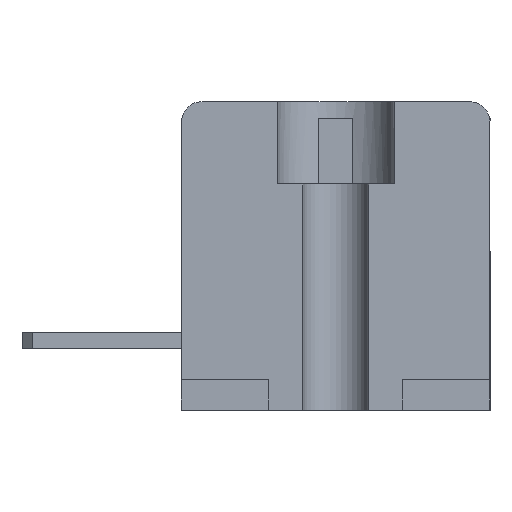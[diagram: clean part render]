
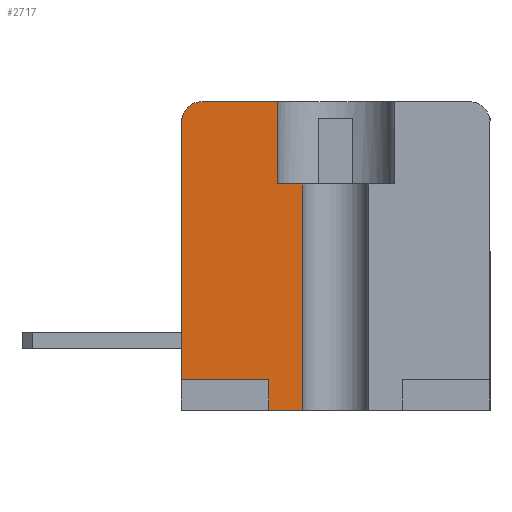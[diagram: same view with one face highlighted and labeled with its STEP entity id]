
A CAD part, left-side view. The second image highlights one B-rep face of the part: STEP entity #2717.
In plain terms, the highlighted planar face has unit normal (-1, 0, 0).
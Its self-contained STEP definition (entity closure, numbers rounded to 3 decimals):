
#2666=AXIS2_PLACEMENT_3D('Plane Axis2P3D',#2663,#2664,#2665) ;
#2703=AXIS2_PLACEMENT_3D('Circle Axis2P3D',#2701,#2702,$) ;
#893=CARTESIAN_POINT('Vertex',(1.5,9.1,0.)) ;
#896=CARTESIAN_POINT('Line Origine',(1.5,9.925,0.)) ;
#900=CARTESIAN_POINT('Vertex',(1.5,10.75,0.)) ;
#1301=CARTESIAN_POINT('Vertex',(1.5,14.,15.)) ;
#1304=CARTESIAN_POINT('Line Origine',(1.5,12.175,15.)) ;
#1308=CARTESIAN_POINT('Vertex',(1.5,10.35,15.)) ;
#2644=CARTESIAN_POINT('Line Origine',(1.5,10.75,0.75)) ;
#2648=CARTESIAN_POINT('Vertex',(1.5,10.75,1.5)) ;
#2663=CARTESIAN_POINT('Axis2P3D Location',(1.5,15.,15.)) ;
#2668=CARTESIAN_POINT('Line Origine',(1.5,15.,7.75)) ;
#2672=CARTESIAN_POINT('Vertex',(1.5,15.,14.)) ;
#2674=CARTESIAN_POINT('Vertex',(1.5,15.,1.5)) ;
#2677=CARTESIAN_POINT('Line Origine',(1.5,12.875,1.5)) ;
#2682=CARTESIAN_POINT('Line Origine',(1.5,9.1,5.5)) ;
#2686=CARTESIAN_POINT('Vertex',(1.5,9.1,11.)) ;
#2689=CARTESIAN_POINT('Line Origine',(1.5,9.725,11.)) ;
#2693=CARTESIAN_POINT('Vertex',(1.5,10.35,11.)) ;
#2696=CARTESIAN_POINT('Line Origine',(1.5,10.35,13.)) ;
#2701=CARTESIAN_POINT('Axis2P3D Location',(1.5,14.,14.)) ;
#897=DIRECTION('Vector Direction',(0.,1.,0.)) ;
#1305=DIRECTION('Vector Direction',(0.,-1.,0.)) ;
#2645=DIRECTION('Vector Direction',(0.,0.,1.)) ;
#2664=DIRECTION('Axis2P3D Direction',(-1.,-0.,0.)) ;
#2665=DIRECTION('Axis2P3D XDirection',(0.,0.,-1.)) ;
#2669=DIRECTION('Vector Direction',(0.,0.,-1.)) ;
#2678=DIRECTION('Vector Direction',(0.,1.,0.)) ;
#2683=DIRECTION('Vector Direction',(0.,0.,1.)) ;
#2690=DIRECTION('Vector Direction',(0.,1.,0.)) ;
#2697=DIRECTION('Vector Direction',(0.,0.,-1.)) ;
#2702=DIRECTION('Axis2P3D Direction',(-1.,-0.,0.)) ;
#898=VECTOR('Line Direction',#897,1.) ;
#1306=VECTOR('Line Direction',#1305,1.) ;
#2646=VECTOR('Line Direction',#2645,1.) ;
#2670=VECTOR('Line Direction',#2669,1.) ;
#2679=VECTOR('Line Direction',#2678,1.) ;
#2684=VECTOR('Line Direction',#2683,1.) ;
#2691=VECTOR('Line Direction',#2690,1.) ;
#2698=VECTOR('Line Direction',#2697,1.) ;
#2707=ORIENTED_EDGE('',*,*,#2676,.T.) ;
#2708=ORIENTED_EDGE('',*,*,#2681,.T.) ;
#2709=ORIENTED_EDGE('',*,*,#2650,.F.) ;
#2710=ORIENTED_EDGE('',*,*,#902,.F.) ;
#2711=ORIENTED_EDGE('',*,*,#2688,.T.) ;
#2712=ORIENTED_EDGE('',*,*,#2695,.F.) ;
#2713=ORIENTED_EDGE('',*,*,#2700,.F.) ;
#2714=ORIENTED_EDGE('',*,*,#1310,.F.) ;
#2715=ORIENTED_EDGE('',*,*,#2705,.F.) ;
#2717=ADVANCED_FACE('MK_2-12_SL-WA.1\\Koerper.2',(#2716),#2667,.T.) ;
#2704=CIRCLE('generated circle',#2703,1.) ;
#902=EDGE_CURVE('',#894,#901,#899,.T.) ;
#1310=EDGE_CURVE('',#1302,#1309,#1307,.T.) ;
#2650=EDGE_CURVE('',#901,#2649,#2647,.T.) ;
#2676=EDGE_CURVE('',#2673,#2675,#2671,.T.) ;
#2681=EDGE_CURVE('',#2675,#2649,#2680,.F.) ;
#2688=EDGE_CURVE('',#894,#2687,#2685,.T.) ;
#2695=EDGE_CURVE('',#2694,#2687,#2692,.F.) ;
#2700=EDGE_CURVE('',#1309,#2694,#2699,.T.) ;
#2705=EDGE_CURVE('',#2673,#1302,#2704,.F.) ;
#2706=EDGE_LOOP('',(#2707,#2708,#2709,#2710,#2711,#2712,#2713,#2714,#2715)) ;
#2716=FACE_OUTER_BOUND('',#2706,.T.) ;
#899=LINE('Line',#896,#898) ;
#1307=LINE('Line',#1304,#1306) ;
#2647=LINE('Line',#2644,#2646) ;
#2671=LINE('Line',#2668,#2670) ;
#2680=LINE('Line',#2677,#2679) ;
#2685=LINE('Line',#2682,#2684) ;
#2692=LINE('Line',#2689,#2691) ;
#2699=LINE('Line',#2696,#2698) ;
#2667=PLANE('',#2666) ;
#894=VERTEX_POINT('',#893) ;
#901=VERTEX_POINT('',#900) ;
#1302=VERTEX_POINT('',#1301) ;
#1309=VERTEX_POINT('',#1308) ;
#2649=VERTEX_POINT('',#2648) ;
#2673=VERTEX_POINT('',#2672) ;
#2675=VERTEX_POINT('',#2674) ;
#2687=VERTEX_POINT('',#2686) ;
#2694=VERTEX_POINT('',#2693) ;
